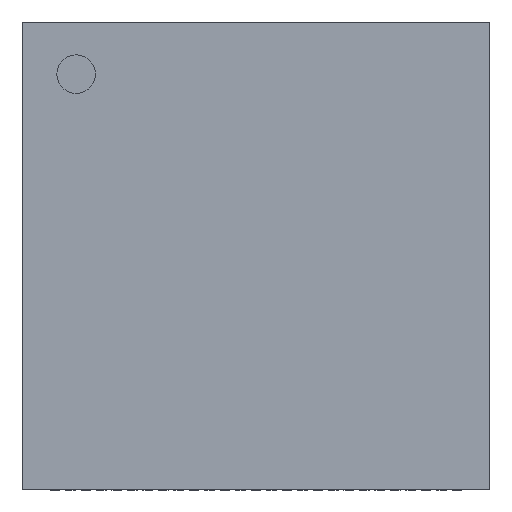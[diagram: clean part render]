
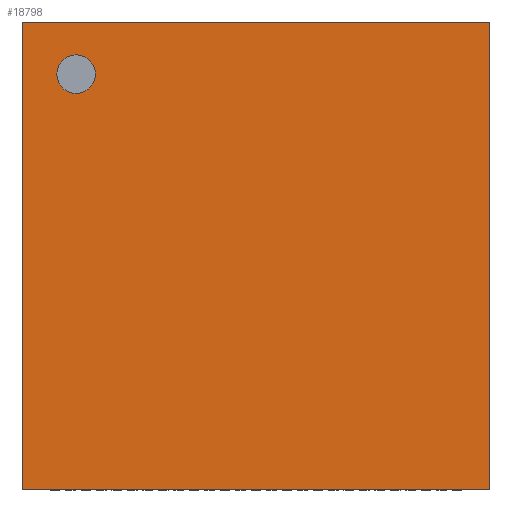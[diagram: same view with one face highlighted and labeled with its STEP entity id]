
A CAD part, top view. The second image highlights one B-rep face of the part: STEP entity #18798.
In plain terms, the highlighted planar face has unit normal (0, 0, 1).
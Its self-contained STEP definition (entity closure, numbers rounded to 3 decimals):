
#130=FACE_BOUND($,#1687,.T.);
#133=CIRCLE($,#20122,0.5);
#582=FACE_OUTER_BOUND($,#1686,.T.);
#1686=EDGE_LOOP($,(#14629,#14630,#14631,#14632));
#1687=EDGE_LOOP($,(#14633));
#3573=LINE($,#28168,#6201);
#3594=LINE($,#28192,#6222);
#3634=LINE($,#28235,#6262);
#3643=LINE($,#28246,#6271);
#6201=VECTOR($,#22890,12.1);
#6222=VECTOR($,#22913,12.1);
#6262=VECTOR($,#22955,12.1);
#6271=VECTOR($,#22966,12.1);
#8475=VERTEX_POINT($,#28165);
#8476=VERTEX_POINT($,#28167);
#8478=VERTEX_POINT($,#28191);
#8480=VERTEX_POINT($,#28234);
#8483=VERTEX_POINT($,#28272);
#10585=EDGE_CURVE($,#8475,#8476,#3573,.T.);
#10606=EDGE_CURVE($,#8476,#8478,#3594,.T.);
#10646=EDGE_CURVE($,#8478,#8480,#3634,.T.);
#10655=EDGE_CURVE($,#8480,#8475,#3643,.T.);
#10679=EDGE_CURVE($,#8483,#8483,#133,.T.);
#14629=ORIENTED_EDGE($,*,*,#10585,.F.);
#14630=ORIENTED_EDGE($,*,*,#10655,.F.);
#14631=ORIENTED_EDGE($,*,*,#10646,.F.);
#14632=ORIENTED_EDGE($,*,*,#10606,.F.);
#14633=ORIENTED_EDGE($,*,*,#10679,.T.);
#17697=PLANE($,#20125);
#18798=ADVANCED_FACE($,(#582,#130),#17697,.T.);
#20122=AXIS2_PLACEMENT_3D($,#28273,#22993,#22994);
#20125=AXIS2_PLACEMENT_3D($,#28276,#22999,#23000);
#22890=DIRECTION($,(0.,1.,0.));
#22913=DIRECTION($,(1.,0.,0.));
#22955=DIRECTION($,(0.,-1.,0.));
#22966=DIRECTION($,(-1.,0.,0.));
#22993=DIRECTION('center_axis',(0.,0.,-1.));
#22994=DIRECTION('ref_axis',(-1.,0.,0.));
#22999=DIRECTION('center_axis',(0.,0.,1.));
#23000=DIRECTION('ref_axis',(1.,0.,0.));
#28165=CARTESIAN_POINT('',(-6.05,-6.05,0.9));
#28167=CARTESIAN_POINT('',(-6.05,6.05,0.9));
#28168=CARTESIAN_POINT($,(-6.05,-6.05,0.9));
#28191=CARTESIAN_POINT('',(6.05,6.05,0.9));
#28192=CARTESIAN_POINT($,(-6.05,6.05,0.9));
#28234=CARTESIAN_POINT('',(6.05,-6.05,0.9));
#28235=CARTESIAN_POINT($,(6.05,6.05,0.9));
#28246=CARTESIAN_POINT($,(6.05,-6.05,0.9));
#28272=CARTESIAN_POINT('',(-4.15,4.7,0.9));
#28273=CARTESIAN_POINT('Origin',(-4.65,4.7,0.9));
#28276=CARTESIAN_POINT('Origin',(0.,0.,
0.9));
